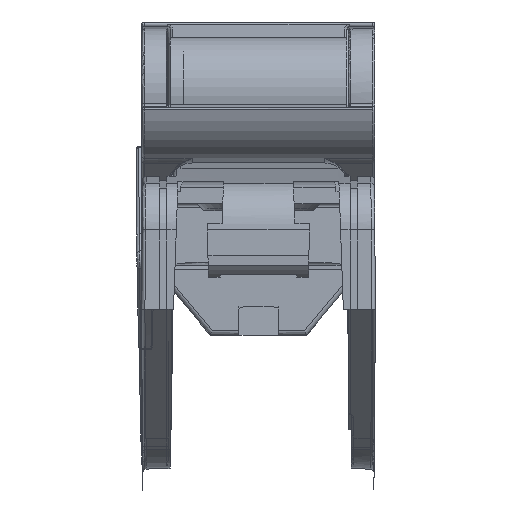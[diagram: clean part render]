
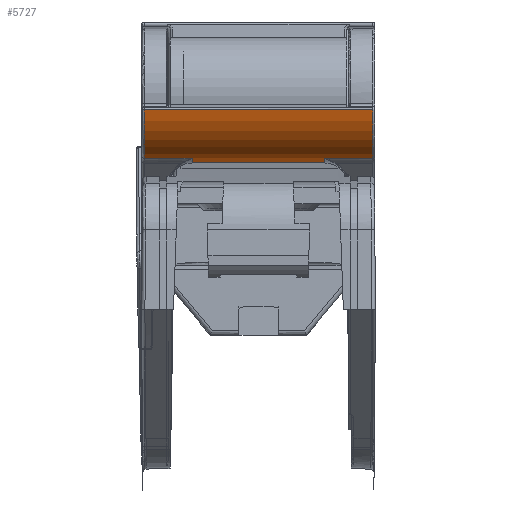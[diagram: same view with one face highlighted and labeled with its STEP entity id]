
A CAD part, left-side view. The second image highlights one B-rep face of the part: STEP entity #5727.
In plain terms, the highlighted cylindrical face has radius 15 mm (diameter 30 mm), a partial arc.
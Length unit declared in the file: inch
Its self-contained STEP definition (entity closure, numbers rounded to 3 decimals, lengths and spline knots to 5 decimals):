
#1275=CARTESIAN_POINT('',(-2.33198,2.91722,4.06427));
#1280=CARTESIAN_POINT('',(-2.61271,2.91722,4.58383));
#1281=DIRECTION('',(0.,1.,0.));
#1282=DIRECTION('',(0.475,0.,-0.88));
#1283=AXIS2_PLACEMENT_3D('',#1280,#1281,#1282);
#1288=CARTESIAN_POINT('',(-2.8195,2.91722,4.03067));
#1306=DIRECTION('',(0.,-1.,0.));
#1307=VECTOR('',#1306,0.40354);
#1308=CARTESIAN_POINT('',(-2.8195,2.91722,4.03067));
#1309=LINE('',#1308,#1307);
#1340=DIRECTION('',(0.,1.,0.));
#1341=VECTOR('',#1340,1.11023);
#1342=CARTESIAN_POINT('',(-2.33198,2.91722,4.06427));
#1343=LINE('',#1342,#1341);
#1347=CARTESIAN_POINT('',(-2.61271,4.42902,4.58383));
#1348=DIRECTION('',(0.,-1.,0.));
#1349=DIRECTION('',(-0.969,0.,-0.248));
#1350=AXIS2_PLACEMENT_3D('',#1347,#1348,#1349);
#1387=DIRECTION('',(0.,-1.,0.));
#1388=VECTOR('',#1387,0.40157);
#1389=CARTESIAN_POINT('',(-2.8195,4.42902,4.03067));
#1390=LINE('',#1389,#1388);
#1394=CARTESIAN_POINT('',(-2.8195,4.02745,4.03067));
#1421=CARTESIAN_POINT('',(-2.61271,4.02745,4.58383));
#1422=DIRECTION('',(0.,-1.,0.));
#1423=DIRECTION('',(-0.35,0.,-0.937));
#1424=AXIS2_PLACEMENT_3D('',#1421,#1422,#1423);
#3585=CARTESIAN_POINT('',(-2.61271,2.51367,4.58383));
#3586=DIRECTION('',(0.,1.,0.));
#3587=DIRECTION('',(-0.35,0.,-0.937));
#3588=AXIS2_PLACEMENT_3D('',#3585,#3586,#3587);
#3593=CARTESIAN_POINT('',(-3.18481,2.51367,4.43735));
#3666=DIRECTION('',(0.,1.,0.));
#3667=VECTOR('',#3666,1.91535);
#3668=CARTESIAN_POINT('',(-3.18481,2.51367,4.43735));
#3669=LINE('',#3668,#3667);
#4908=VERTEX_POINT('',#1275);
#4909=VERTEX_POINT('',#1288);
#4911=CARTESIAN_POINT('',(-2.33198,4.02745,4.06427));
#4912=VERTEX_POINT('',#4911);
#4913=VERTEX_POINT('',#1394);
#5045=VERTEX_POINT('',#3593);
#5104=CARTESIAN_POINT('',(-2.8195,2.51367,4.03067));
#5105=VERTEX_POINT('',#5104);
#5108=CARTESIAN_POINT('',(-3.18481,4.42902,4.43734));
#5109=CARTESIAN_POINT('',(-2.8195,4.42902,4.03067));
#5110=VERTEX_POINT('',#5108);
#5111=VERTEX_POINT('',#5109);
#5706=CARTESIAN_POINT('',(-2.61271,4.45265,4.58383));
#5707=DIRECTION('',(0.,-1.,0.));
#5708=DIRECTION('',(-0.978,0.,-0.209));
#5709=AXIS2_PLACEMENT_3D('',#5706,#5707,#5708);
#5710=CYLINDRICAL_SURFACE('',#5709,0.59055);
#5712=ORIENTED_EDGE('',*,*,#5711,.F.);
#5714=ORIENTED_EDGE('',*,*,#5713,.F.);
#5716=ORIENTED_EDGE('',*,*,#5715,.F.);
#5717=ORIENTED_EDGE('',*,*,#5694,.F.);
#5718=ORIENTED_EDGE('',*,*,#5654,.F.);
#5720=ORIENTED_EDGE('',*,*,#5719,.T.);
#5722=ORIENTED_EDGE('',*,*,#5721,.F.);
#5724=ORIENTED_EDGE('',*,*,#5723,.F.);
#5725=EDGE_LOOP('',(#5712,#5714,#5716,#5717,#5718,#5720,#5722,#5724));
#5726=FACE_OUTER_BOUND('',#5725,.F.);
#1284=CIRCLE('',#1283,0.59055);
#1351=CIRCLE('',#1350,0.59055);
#1425=CIRCLE('',#1424,0.59055);
#3589=CIRCLE('',#3588,0.59055);
#5654=EDGE_CURVE('',#4908,#4909,#1284,.T.);
#5694=EDGE_CURVE('',#4909,#5105,#1309,.T.);
#5711=EDGE_CURVE('',#5110,#5111,#1351,.T.);
#5713=EDGE_CURVE('',#5045,#5110,#3669,.T.);
#5715=EDGE_CURVE('',#5105,#5045,#3589,.T.);
#5719=EDGE_CURVE('',#4908,#4912,#1343,.T.);
#5721=EDGE_CURVE('',#4913,#4912,#1425,.T.);
#5723=EDGE_CURVE('',#5111,#4913,#1390,.T.);
#5727=ADVANCED_FACE('',(#5726),#5710,.T.);
